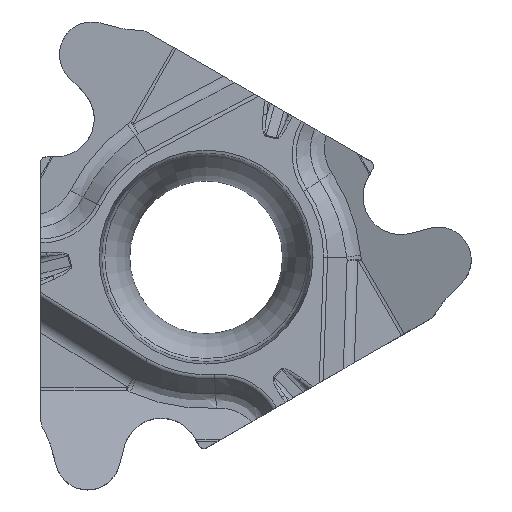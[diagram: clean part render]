
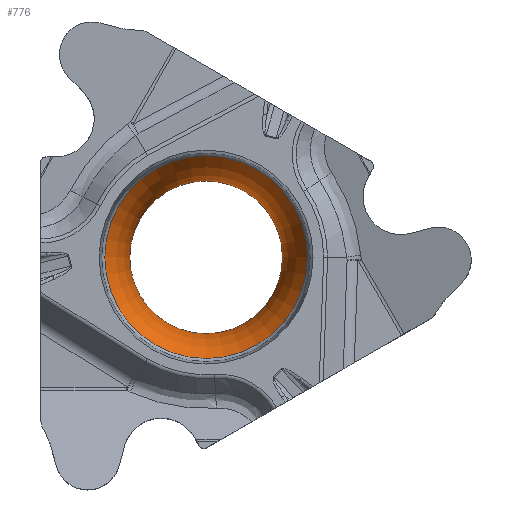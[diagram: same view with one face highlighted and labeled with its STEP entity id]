
A CAD part, top view. The second image highlights one B-rep face of the part: STEP entity #776.
In plain terms, the highlighted toroidal (fillet/blend) face has major radius 6.2 mm and minor radius 4 mm.
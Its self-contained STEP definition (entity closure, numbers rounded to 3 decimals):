
#44=TOROIDAL_SURFACE('',#2697,6.2,4.);
#776=ADVANCED_FACE('',(#881,#882),#44,.T.);
#881=FACE_BOUND('',#969,.T.);
#882=FACE_BOUND('',#970,.T.);
#969=EDGE_LOOP('',(#1464));
#970=EDGE_LOOP('',(#1465));
#1464=ORIENTED_EDGE('',*,*,#2003,.T.);
#1465=ORIENTED_EDGE('',*,*,#2293,.F.);
#1761=VERTEX_POINT('',#3997);
#1970=VERTEX_POINT('',#5006);
#2003=EDGE_CURVE('',#1761,#1761,#2371,.T.);
#2293=EDGE_CURVE('',#1970,#1970,#2428,.T.);
#2371=CIRCLE('',#2526,2.2);
#2428=CIRCLE('',#2694,2.921);
#2526=AXIS2_PLACEMENT_3D('',#3996,#2774,#2775);
#2694=AXIS2_PLACEMENT_3D('',#5005,#3275,#3276);
#2697=AXIS2_PLACEMENT_3D('',#5010,#3281,#3282);
#2774=DIRECTION('',(0.,0.,-1.));
#2775=DIRECTION('',(-0.5,-0.866,0.));
#3275=DIRECTION('',(0.,0.,-1.));
#3276=DIRECTION('',(-0.5,-0.866,0.));
#3281=DIRECTION('',(0.,0.,1.));
#3282=DIRECTION('',(-0.5,-0.866,0.));
#3996=CARTESIAN_POINT('',(0.,0.,-3.5));
#3997=CARTESIAN_POINT('',(-1.1,-1.905,-3.5));
#5005=CARTESIAN_POINT('',(0.,0.,-1.209));
#5006=CARTESIAN_POINT('',(-1.461,-2.53,-1.209));
#5010=CARTESIAN_POINT('',(0.,0.,-3.5));
